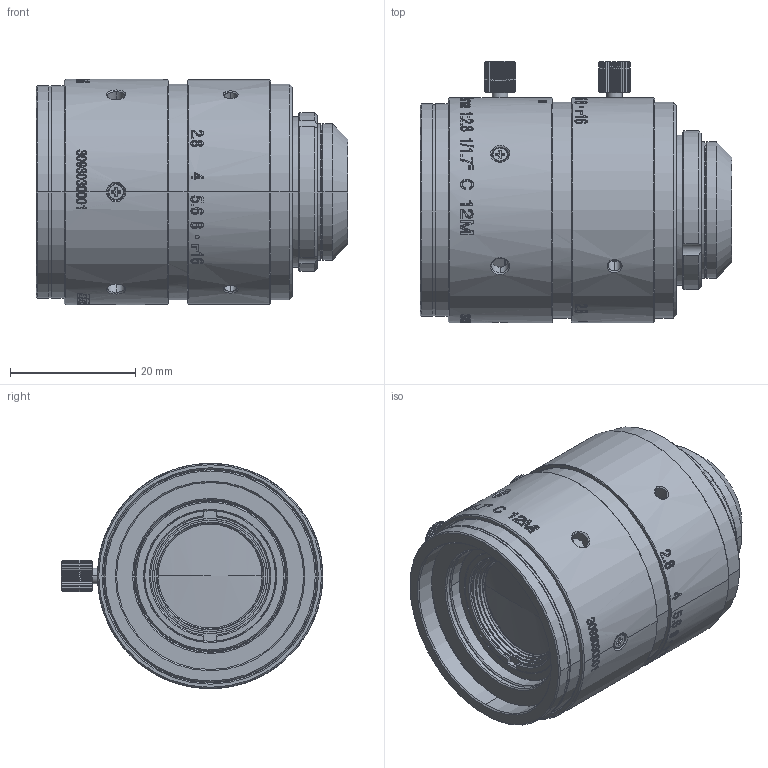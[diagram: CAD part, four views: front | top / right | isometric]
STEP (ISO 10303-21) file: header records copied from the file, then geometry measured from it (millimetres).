
FILE_DESCRIPTION((''),'2;1');
FILE_NAME('DZO_LA1228A_1806_ASM','2022-06-30T14:50:34',('Administrator'),(''),'CREO PARAMETRIC BY PTC INC, 2019010','CREO PARAMETRIC BY PTC INC, 2019010','');
FILE_SCHEMA(('CONFIG_CONTROL_DESIGN','SHAPE_APPEARANCE_LAYERS_GROUPS'));
Products named in the file (26): DZO_LA1228A_1806-QQ-3_1_1; DZO_LA1228A_1806-QQ-3_1_ASM; V330091A-604_3; V330091A-603_1; DZO_LA1228A_1806-1_ASM_1_ASM; DZO_LA1228A_1806-QQ-1_1_3; DZO_LA1228A_1806-QQ-1_1_ASM; V330091A-601_1; V330091A-610_1; DZO_LA0628A_1806-QQ-2_1_ASM; MANIFOLD_SOLID_BREP_6094_1; DIAPHRAGM_15-8-4_5_ASM_1_ASM; DZO_LA1228A_1806-2_ASM_1_ASM; V330091A-616_2; V330091A-607_1; V330091A-608_2; MANIFOLD_SOLID_BREP_1985_1; DZO_LA1228A_1806-3_ASM_3_ASM; M1_4X3_1; V330091A-606_7; DZO_LA1228A_1806-4_ASM_1_ASM; V330091A-609_3; 71A-621-0_1-0_05-0_025-0_015_1; 71A-622-0_1-0_05-0_025-0_015_3; DZO_LA1228A_1806_ASM_19_ASM; DZO_LA1228A_1806_ASM
Assembly tree (34 placements, depth 5):
  DZO_LA1228A_1806_ASM
    DZO_LA1228A_1806_ASM_19_ASM
      DZO_LA1228A_1806-1_ASM_1_ASM
        DZO_LA1228A_1806-QQ-3_1_ASM
          DZO_LA1228A_1806-QQ-3_1_1
        V330091A-604_3
        V330091A-603_1
      DZO_LA1228A_1806-2_ASM_1_ASM
        DZO_LA1228A_1806-QQ-1_1_ASM
          DZO_LA1228A_1806-QQ-1_1_3
        V330091A-601_1
        V330091A-610_1
        DZO_LA0628A_1806-QQ-2_1_ASM
        DIAPHRAGM_15-8-4_5_ASM_1_ASM
          MANIFOLD_SOLID_BREP_6094_1  x2
      V330091A-616_2
      V330091A-607_1
      DZO_LA1228A_1806-3_ASM_3_ASM
        V330091A-608_2
        MANIFOLD_SOLID_BREP_1985_1
      M1_4X3_1  x5
      DZO_LA1228A_1806-4_ASM_1_ASM
        V330091A-606_7
        M1_4X3_1  x3
        MANIFOLD_SOLID_BREP_1985_1
      V330091A-609_3
      71A-621-0_1-0_05-0_025-0_015_1
      71A-622-0_1-0_05-0_025-0_015_3
Bounding box: 49.88 x 41.8 x 36 mm (x, y, z)
Volume: 23103 mm3; surface area: 30079.1 mm2
Topology: 25 solids, 25 shells, 2398 faces, 6540 edges, 4352 vertices
Faces by surface type: plane 754, bspline 736, cylinder 499, cone 225, extrusion 142, torus 34, sphere 8
Entity records: 118419 total; most frequent: CARTESIAN_POINT 55387, ORIENTED_EDGE 11118, DIRECTION 7521, EDGE_CURVE 5559, PRESENTATION_STYLE_ASSIGNMENT 4904, STYLED_ITEM 4904, CURVE_STYLE 4746, VERTEX_POINT 3698
